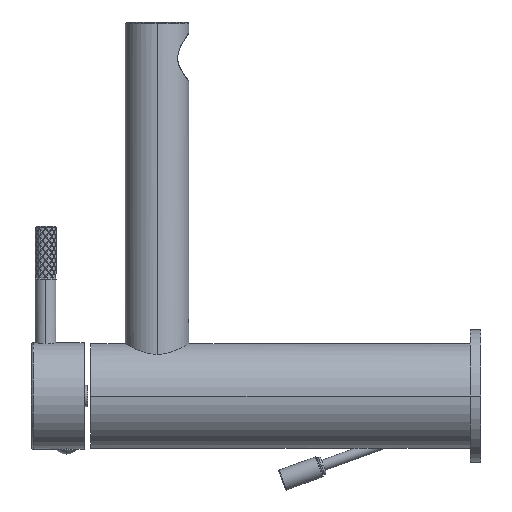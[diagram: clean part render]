
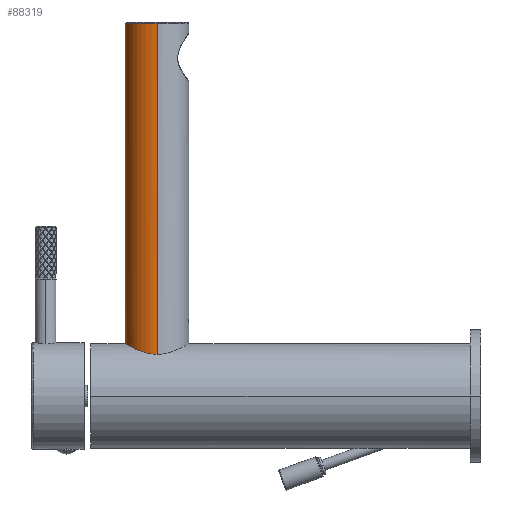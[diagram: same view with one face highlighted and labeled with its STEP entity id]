
A CAD part, left-side view. The second image highlights one B-rep face of the part: STEP entity #88319.
In plain terms, the highlighted cylindrical face has radius 12 mm (diameter 24 mm), a partial arc.
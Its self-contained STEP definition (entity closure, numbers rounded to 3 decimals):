
#32614=DIRECTION('',(0.,0.,1.));
#32615=VECTOR('',#32614,124.7);
#32616=CARTESIAN_POINT('',(-12.,118.,15.686));
#32617=LINE('',#32616,#32615);
#32898=DIRECTION('',(0.,0.,1.));
#32899=VECTOR('',#32898,124.7);
#32900=CARTESIAN_POINT('',(12.,118.,15.686));
#32901=LINE('',#32900,#32899);
#32907=CARTESIAN_POINT('',(12.,118.,15.686));
#32908=CARTESIAN_POINT('',(12.,118.14,15.686));
#32909=CARTESIAN_POINT('',(11.995,118.422,15.69));
#32910=CARTESIAN_POINT('',(11.973,118.845,15.707));
#32911=CARTESIAN_POINT('',(11.935,119.269,15.736));
#32912=CARTESIAN_POINT('',(11.882,119.694,15.776));
#32913=CARTESIAN_POINT('',(11.814,120.121,15.827));
#32914=CARTESIAN_POINT('',(11.729,120.55,15.89));
#32915=CARTESIAN_POINT('',(11.627,120.981,15.965));
#32916=CARTESIAN_POINT('',(11.507,121.415,16.052));
#32917=CARTESIAN_POINT('',(11.369,121.85,16.15));
#32918=CARTESIAN_POINT('',(11.211,122.288,16.26));
#32919=CARTESIAN_POINT('',(11.034,122.725,16.381));
#32920=CARTESIAN_POINT('',(10.836,123.163,16.513));
#32921=CARTESIAN_POINT('',(10.617,123.6,16.654));
#32922=CARTESIAN_POINT('',(10.378,124.032,16.805));
#32923=CARTESIAN_POINT('',(10.117,124.46,16.963));
#32924=CARTESIAN_POINT('',(9.835,124.882,17.128));
#32925=CARTESIAN_POINT('',(9.533,125.294,17.298));
#32926=CARTESIAN_POINT('',(9.213,125.694,17.471));
#32927=CARTESIAN_POINT('',(8.875,126.082,17.645));
#32928=CARTESIAN_POINT('',(8.521,126.454,17.819));
#32929=CARTESIAN_POINT('',(8.153,126.81,17.99));
#32930=CARTESIAN_POINT('',(7.772,127.148,18.158));
#32931=CARTESIAN_POINT('',(7.38,127.467,18.321));
#32932=CARTESIAN_POINT('',(6.977,127.767,18.478));
#32933=CARTESIAN_POINT('',(6.567,128.048,18.628));
#32934=CARTESIAN_POINT('',(6.149,128.309,18.77));
#32935=CARTESIAN_POINT('',(5.726,128.549,18.903));
#32936=CARTESIAN_POINT('',(5.298,128.771,19.028));
#32937=CARTESIAN_POINT('',(4.866,128.973,19.143));
#32938=CARTESIAN_POINT('',(4.431,129.155,19.248));
#32939=CARTESIAN_POINT('',(3.993,129.319,19.344));
#32940=CARTESIAN_POINT('',(3.553,129.465,19.43));
#32941=CARTESIAN_POINT('',(3.112,129.593,19.505));
#32942=CARTESIAN_POINT('',(2.669,129.702,19.571));
#32943=CARTESIAN_POINT('',(2.225,129.795,19.626));
#32944=CARTESIAN_POINT('',(1.781,129.87,19.671));
#32945=CARTESIAN_POINT('',(1.336,129.928,19.706));
#32946=CARTESIAN_POINT('',(0.891,129.97,
19.732));
#32947=CARTESIAN_POINT('',(0.445,129.995,
19.747));
#32948=CARTESIAN_POINT('',(0.,130.003,
19.752));
#32949=CARTESIAN_POINT('',(-0.445,129.995,
19.747));
#32950=CARTESIAN_POINT('',(-0.891,129.97,
19.732));
#32951=CARTESIAN_POINT('',(-1.336,129.928,
19.706));
#32952=CARTESIAN_POINT('',(-1.781,129.87,
19.671));
#32953=CARTESIAN_POINT('',(-2.225,129.795,
19.626));
#32954=CARTESIAN_POINT('',(-2.669,129.702,
19.571));
#32955=CARTESIAN_POINT('',(-3.112,129.593,
19.505));
#32956=CARTESIAN_POINT('',(-3.553,129.465,
19.43));
#32957=CARTESIAN_POINT('',(-3.993,129.319,
19.344));
#32958=CARTESIAN_POINT('',(-4.431,129.155,
19.248));
#32959=CARTESIAN_POINT('',(-4.866,128.973,
19.143));
#32960=CARTESIAN_POINT('',(-5.298,128.771,
19.028));
#32961=CARTESIAN_POINT('',(-5.726,128.549,
18.903));
#32962=CARTESIAN_POINT('',(-6.149,128.309,
18.77));
#32963=CARTESIAN_POINT('',(-6.567,128.048,
18.628));
#32964=CARTESIAN_POINT('',(-6.977,127.767,
18.478));
#32965=CARTESIAN_POINT('',(-7.38,127.467,
18.321));
#32966=CARTESIAN_POINT('',(-7.772,127.148,
18.158));
#32967=CARTESIAN_POINT('',(-8.153,126.81,
17.99));
#32968=CARTESIAN_POINT('',(-8.521,126.454,
17.819));
#32969=CARTESIAN_POINT('',(-8.876,126.082,
17.645));
#32970=CARTESIAN_POINT('',(-9.213,125.694,
17.471));
#32971=CARTESIAN_POINT('',(-9.533,125.294,
17.298));
#32972=CARTESIAN_POINT('',(-9.835,124.882,
17.128));
#32973=CARTESIAN_POINT('',(-10.117,124.46,
16.963));
#32974=CARTESIAN_POINT('',(-10.378,124.032,
16.805));
#32975=CARTESIAN_POINT('',(-10.617,123.6,
16.654));
#32976=CARTESIAN_POINT('',(-10.836,123.163,
16.513));
#32977=CARTESIAN_POINT('',(-11.034,122.725,
16.381));
#32978=CARTESIAN_POINT('',(-11.211,122.288,
16.26));
#32979=CARTESIAN_POINT('',(-11.369,121.85,
16.15));
#32980=CARTESIAN_POINT('',(-11.507,121.415,
16.052));
#32981=CARTESIAN_POINT('',(-11.627,120.981,
15.965));
#32982=CARTESIAN_POINT('',(-11.729,120.55,
15.89));
#32983=CARTESIAN_POINT('',(-11.814,120.121,
15.827));
#32984=CARTESIAN_POINT('',(-11.882,119.694,
15.776));
#32985=CARTESIAN_POINT('',(-11.935,119.269,
15.736));
#32986=CARTESIAN_POINT('',(-11.973,118.845,
15.707));
#32987=CARTESIAN_POINT('',(-11.995,118.422,
15.69));
#32988=CARTESIAN_POINT('',(-12.,118.14,15.686));
#32989=CARTESIAN_POINT('',(-12.,118.,15.686));
#39146=CARTESIAN_POINT('',(0.,118.,140.386));
#39147=DIRECTION('',(0.,0.,-1.));
#39148=DIRECTION('',(-1.,0.,0.));
#39149=AXIS2_PLACEMENT_3D('',#39146,#39147,#39148);
#47513=CARTESIAN_POINT('',(12.,118.,140.386));
#47515=VERTEX_POINT('',#47513);
#47519=CARTESIAN_POINT('',(-12.,118.,140.386));
#47520=VERTEX_POINT('',#47519);
#47523=VERTEX_POINT('',#32907);
#47524=VERTEX_POINT('',#32989);
#88306=CARTESIAN_POINT('',(0.,118.,15.686));
#88307=DIRECTION('',(0.,0.,1.));
#88308=DIRECTION('',(1.,0.,0.));
#88309=AXIS2_PLACEMENT_3D('',#88306,#88307,#88308);
#88310=CYLINDRICAL_SURFACE('',#88309,12.);
#88312=ORIENTED_EDGE('',*,*,#88311,.F.);
#88313=ORIENTED_EDGE('',*,*,#88281,.T.);
#88315=ORIENTED_EDGE('',*,*,#88314,.F.);
#88316=ORIENTED_EDGE('',*,*,#88275,.F.);
#88317=EDGE_LOOP('',(#88312,#88313,#88315,#88316));
#88318=FACE_OUTER_BOUND('',#88317,.F.);
#88319=ADVANCED_FACE('',(#88318),#88310,.T.);
#32990=B_SPLINE_CURVE_WITH_KNOTS('',3,(#32907,#32908,#32909,#32910,#32911,
#32912,#32913,#32914,#32915,#32916,#32917,#32918,#32919,#32920,#32921,#32922,
#32923,#32924,#32925,#32926,#32927,#32928,#32929,#32930,#32931,#32932,#32933,
#32934,#32935,#32936,#32937,#32938,#32939,#32940,#32941,#32942,#32943,#32944,
#32945,#32946,#32947,#32948,#32949,#32950,#32951,#32952,#32953,#32954,#32955,
#32956,#32957,#32958,#32959,#32960,#32961,#32962,#32963,#32964,#32965,#32966,
#32967,#32968,#32969,#32970,#32971,#32972,#32973,#32974,#32975,#32976,#32977,
#32978,#32979,#32980,#32981,#32982,#32983,#32984,#32985,#32986,#32987,#32988,
#32989),.UNSPECIFIED.,.F.,.F.,(4,1,1,1,1,1,1,1,1,1,1,1,1,1,1,1,1,1,1,1,1,1,1,1,
1,1,1,1,1,1,1,1,1,1,1,1,1,1,1,1,1,1,1,1,1,1,1,1,1,1,1,1,1,1,1,1,1,1,1,1,1,1,1,1,
1,1,1,1,1,1,1,1,1,1,1,1,1,1,1,1,4),(0.,0.013,0.025,0.038,0.05,0.063,
0.075,0.088,0.1,0.113,0.125,0.138,0.15,0.163,0.175,0.188,
0.2,0.213,0.225,0.238,0.25,0.263,0.275,0.288,0.3,0.313,
0.325,0.338,0.35,0.363,0.375,0.388,0.4,0.413,0.425,
0.438,0.45,0.463,0.475,0.488,0.5,0.513,0.525,0.538,
0.55,0.563,0.575,0.588,0.6,0.613,0.625,0.638,0.65,
0.663,0.675,0.688,0.7,0.713,0.725,0.738,0.75,0.763,
0.775,0.788,0.8,0.813,0.825,0.838,0.85,0.863,0.875,
0.888,0.9,0.913,0.925,0.938,0.95,0.963,0.975,0.988,1.),
.UNSPECIFIED.);
#39150=CIRCLE('',#39149,12.);
#88275=EDGE_CURVE('',#47524,#47520,#32617,.T.);
#88281=EDGE_CURVE('',#47523,#47515,#32901,.T.);
#88311=EDGE_CURVE('',#47523,#47524,#32990,.T.);
#88314=EDGE_CURVE('',#47520,#47515,#39150,.T.);
